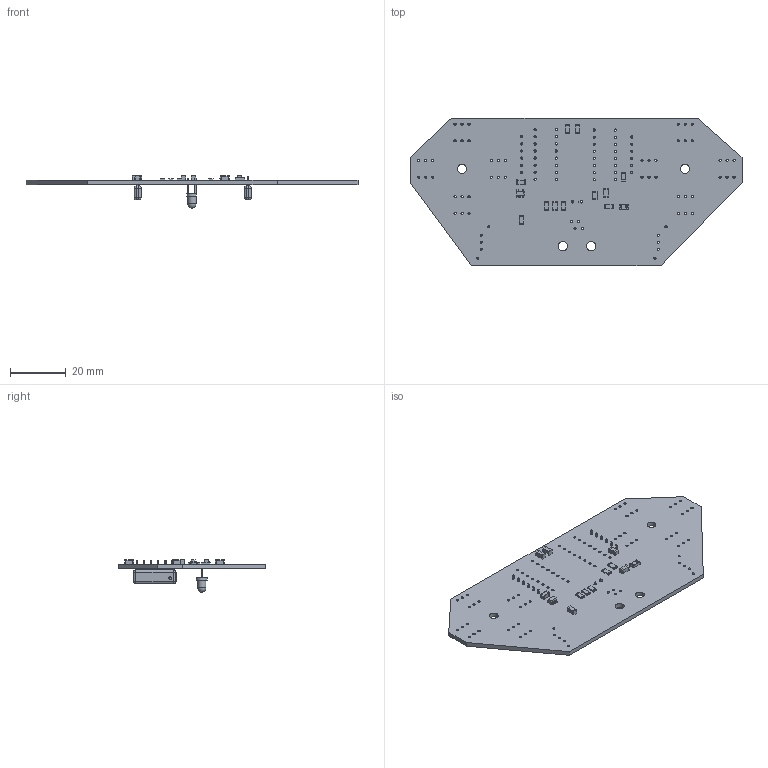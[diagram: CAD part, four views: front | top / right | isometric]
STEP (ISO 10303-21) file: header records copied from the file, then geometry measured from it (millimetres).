
FILE_DESCRIPTION(('KiCad electronic assembly'),'2;1');
FILE_NAME('JudgeBoard.step','2020-04-13T17:08:12',('An Author'),( 'A Company'),'Open CASCADE STEP processor 6.9', 'KiCad to STEP converter','Unknown');
FILE_SCHEMA(('AUTOMOTIVE_DESIGN { 1 0 10303 214 1 1 1 1 }'));
Length unit declared in the file: millimetre
Products named in the file (14): Open CASCADE STEP translator 6.9 1; R_1206_3216Metric; SOLID; C_1206_3216Metric; D_1206_3216Metric; SOT-23-5; R_Array_SIP6; LED_D3.0mm; COMPOUND
Assembly tree (23 placements, depth 3):
  Open CASCADE STEP translator 6.9 1
    R_1206_3216Metric  x5
      SOLID
    C_1206_3216Metric  x6
      SOLID
    D_1206_3216Metric
      SOLID
    SOT-23-5
      SOLID
    R_Array_SIP6  x2
      SOLID
    LED_D3.0mm
      SOLID
    COMPOUND
Bounding box: 119 x 53 x 11.6 mm (x, y, z)
Volume: 8853.8 mm3; surface area: 12318.2 mm2
Topology: 17 solids, 17 shells, 760 faces, 1973 edges, 1266 vertices
Faces by surface type: plane 428, cylinder 286, bspline 29, sphere 17
Full cylindrical faces by diameter (mm): 0.76 x4, 0.762 x10, 0.8 x92, 0.9 x2, 1 x2, 3.2 x2, 3.25 x2
Entity records: 31585 total; most frequent: CARTESIAN_POINT 5921, DIRECTION 4396, LINE 2547, VECTOR 2547, ORIENTED_EDGE 2248, PCURVE 2248, DEFINITIONAL_REPRESENTATION 2248, EDGE_CURVE 1124
